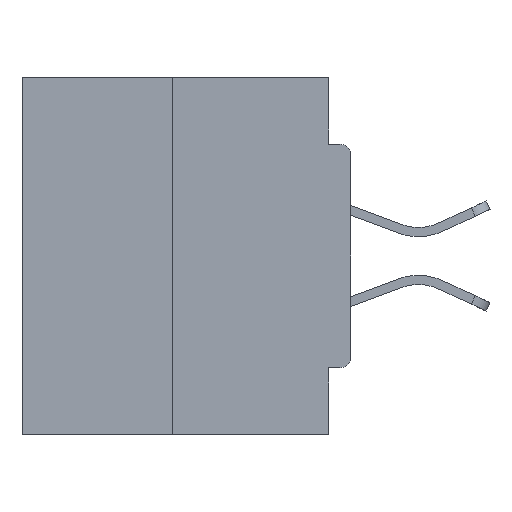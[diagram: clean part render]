
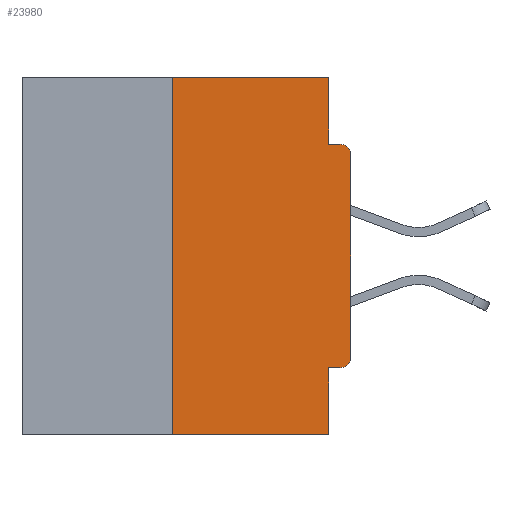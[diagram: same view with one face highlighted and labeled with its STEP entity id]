
A CAD part, left-side view. The second image highlights one B-rep face of the part: STEP entity #23980.
In plain terms, the highlighted planar face has unit normal (-1, 0, 0).
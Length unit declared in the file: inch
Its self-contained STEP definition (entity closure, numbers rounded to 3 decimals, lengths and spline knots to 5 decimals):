
#666 = DIRECTION ( 'NONE',  ( 0., 0., -1. ) ) ;
#818 = EDGE_CURVE ( 'NONE', #14248, #20084, #41884, .T. ) ;
#829 = EDGE_CURVE ( 'NONE', #26821, #6789, #13932, .T. ) ;
#927 = CARTESIAN_POINT ( 'NONE',  ( 0., 0., 0. ) ) ;
#1537 = DIRECTION ( 'NONE',  ( 0., 0., -1. ) ) ;
#1649 = LINE ( 'NONE', #34883, #26557 ) ;
#2335 = EDGE_CURVE ( 'NONE', #27601, #21260, #24431, .T. ) ;
#2629 = FACE_OUTER_BOUND ( 'NONE', #30349, .T. ) ;
#2712 = EDGE_CURVE ( 'NONE', #10067, #27601, #36650, .T. ) ;
#2972 = EDGE_CURVE ( 'NONE', #6789, #23807, #4146, .T. ) ;
#3446 = CARTESIAN_POINT ( 'NONE',  ( 0., 0.015, -0.3915 ) ) ;
#3459 = CARTESIAN_POINT ( 'NONE',  ( 0., 0.015, -0.0935 ) ) ;
#4052 = ORIENTED_EDGE ( 'NONE', *, *, #829, .F. ) ;
#4146 = LINE ( 'NONE', #40680, #30062 ) ;
#4358 = EDGE_CURVE ( 'NONE', #35928, #20084, #4638, .T. ) ;
#4638 = LINE ( 'NONE', #39835, #26995 ) ;
#5106 = DIRECTION ( 'NONE',  ( 0., -1., 0. ) ) ;
#5282 = VECTOR ( 'NONE', #5106, 39.37008 ) ;
#5379 = DIRECTION ( 'NONE',  ( 0., 1., 0. ) ) ;
#5658 = AXIS2_PLACEMENT_3D ( 'NONE', #3446, #29152, #13206 ) ;
#6359 = VERTEX_POINT ( 'NONE', #7949 ) ;
#6372 = DIRECTION ( 'NONE',  ( 0., -1., 0. ) ) ;
#6789 = VERTEX_POINT ( 'NONE', #39261 ) ;
#7949 = CARTESIAN_POINT ( 'NONE',  ( 0., 0.25, 0. ) ) ;
#7950 = DIRECTION ( 'NONE',  ( 1., 0., 0. ) ) ;
#8048 = DIRECTION ( 'NONE',  ( -1., 0., 0. ) ) ;
#8134 = EDGE_CURVE ( 'NONE', #10067, #35928, #9988, .T. ) ;
#9647 = CARTESIAN_POINT ( 'NONE',  ( 0., 0.031, -0.5 ) ) ;
#9792 = VECTOR ( 'NONE', #29921, 39.37008 ) ;
#9988 = LINE ( 'NONE', #15158, #17033 ) ;
#10067 = VERTEX_POINT ( 'NONE', #37329 ) ;
#13206 = DIRECTION ( 'NONE',  ( 0., 0., -1. ) ) ;
#13932 = LINE ( 'NONE', #31247, #22549 ) ;
#14248 = VERTEX_POINT ( 'NONE', #35464 ) ;
#14254 = EDGE_CURVE ( 'NONE', #6359, #26821, #1649, .T. ) ;
#14435 = DIRECTION ( 'NONE',  ( 0., 0., -1. ) ) ;
#14810 = DIRECTION ( 'NONE',  ( 0., -1., 0. ) ) ;
#15158 = CARTESIAN_POINT ( 'NONE',  ( 0., 0., -0.4065 ) ) ;
#16057 = ORIENTED_EDGE ( 'NONE', *, *, #8134, .F. ) ;
#17033 = VECTOR ( 'NONE', #5379, 39.37008 ) ;
#17963 = CARTESIAN_POINT ( 'NONE',  ( 0., 0.015, -0.1085 ) ) ;
#18014 = CARTESIAN_POINT ( 'NONE',  ( 0., 0.46, -0.5 ) ) ;
#18277 = ORIENTED_EDGE ( 'NONE', *, *, #40378, .T. ) ;
#18501 = VECTOR ( 'NONE', #22319, 39.37008 ) ;
#20084 = VERTEX_POINT ( 'NONE', #9647 ) ;
#20842 = ORIENTED_EDGE ( 'NONE', *, *, #35627, .F. ) ;
#20849 = PLANE ( 'NONE',  #28921 ) ;
#21260 = VERTEX_POINT ( 'NONE', #37543 ) ;
#22319 = DIRECTION ( 'NONE',  ( 0., 0., 1. ) ) ;
#22549 = VECTOR ( 'NONE', #1537, 39.37008 ) ;
#23807 = VERTEX_POINT ( 'NONE', #3459 ) ;
#23980 = ADVANCED_FACE ( 'NONE', ( #2629 ), #20849, .F. ) ;
#24431 = LINE ( 'NONE', #927, #9792 ) ;
#25110 = ORIENTED_EDGE ( 'NONE', *, *, #818, .T. ) ;
#26557 = VECTOR ( 'NONE', #6372, 39.37008 ) ;
#26821 = VERTEX_POINT ( 'NONE', #37176 ) ;
#26995 = VECTOR ( 'NONE', #666, 39.37008 ) ;
#27403 = CARTESIAN_POINT ( 'NONE',  ( 0., 0.46, 0. ) ) ;
#27601 = VERTEX_POINT ( 'NONE', #28603 ) ;
#28603 = CARTESIAN_POINT ( 'NONE',  ( 0., 0., -0.3915 ) ) ;
#28921 = AXIS2_PLACEMENT_3D ( 'NONE', #27403, #7950, #14435 ) ;
#29152 = DIRECTION ( 'NONE',  ( -1., 0., 0. ) ) ;
#29921 = DIRECTION ( 'NONE',  ( 0., 0., 1. ) ) ;
#30009 = ORIENTED_EDGE ( 'NONE', *, *, #2712, .T. ) ;
#30062 = VECTOR ( 'NONE', #14810, 39.37008 ) ;
#30090 = ORIENTED_EDGE ( 'NONE', *, *, #4358, .F. ) ;
#30349 = EDGE_LOOP ( 'NONE', ( #35447, #20842, #25110, #30090, #16057, #30009, #31976, #18277, #38778, #4052 ) ) ;
#31049 = DIRECTION ( 'NONE',  ( 0., 0., -1. ) ) ;
#31247 = CARTESIAN_POINT ( 'NONE',  ( 0., 0.031, 0. ) ) ;
#31867 = CARTESIAN_POINT ( 'NONE',  ( 0., 0.25, 0. ) ) ;
#31976 = ORIENTED_EDGE ( 'NONE', *, *, #2335, .T. ) ;
#34601 = AXIS2_PLACEMENT_3D ( 'NONE', #17963, #8048, #31049 ) ;
#34883 = CARTESIAN_POINT ( 'NONE',  ( 0., 0.46, 0. ) ) ;
#35447 = ORIENTED_EDGE ( 'NONE', *, *, #14254, .F. ) ;
#35464 = CARTESIAN_POINT ( 'NONE',  ( 0., 0.25, -0.5 ) ) ;
#35627 = EDGE_CURVE ( 'NONE', #14248, #6359, #37273, .T. ) ;
#35928 = VERTEX_POINT ( 'NONE', #38441 ) ;
#36650 = CIRCLE ( 'NONE', #5658, 0.015 ) ;
#37176 = CARTESIAN_POINT ( 'NONE',  ( 0., 0.031, 0. ) ) ;
#37273 = LINE ( 'NONE', #31867, #18501 ) ;
#37329 = CARTESIAN_POINT ( 'NONE',  ( 0., 0.015, -0.4065 ) ) ;
#37543 = CARTESIAN_POINT ( 'NONE',  ( 0., 0., -0.1085 ) ) ;
#38441 = CARTESIAN_POINT ( 'NONE',  ( 0., 0.031, -0.4065 ) ) ;
#38778 = ORIENTED_EDGE ( 'NONE', *, *, #2972, .F. ) ;
#39261 = CARTESIAN_POINT ( 'NONE',  ( 0., 0.031, -0.0935 ) ) ;
#39835 = CARTESIAN_POINT ( 'NONE',  ( 0., 0.031, -0.5 ) ) ;
#39967 = CIRCLE ( 'NONE', #34601, 0.015 ) ;
#40378 = EDGE_CURVE ( 'NONE', #21260, #23807, #39967, .T. ) ;
#40680 = CARTESIAN_POINT ( 'NONE',  ( 0., 0., -0.0935 ) ) ;
#41884 = LINE ( 'NONE', #18014, #5282 ) ;
